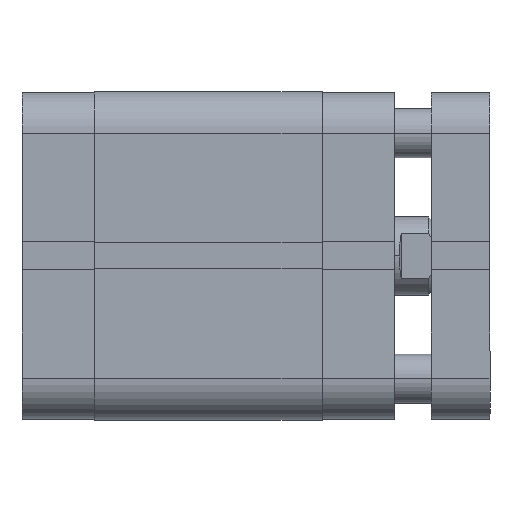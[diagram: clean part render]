
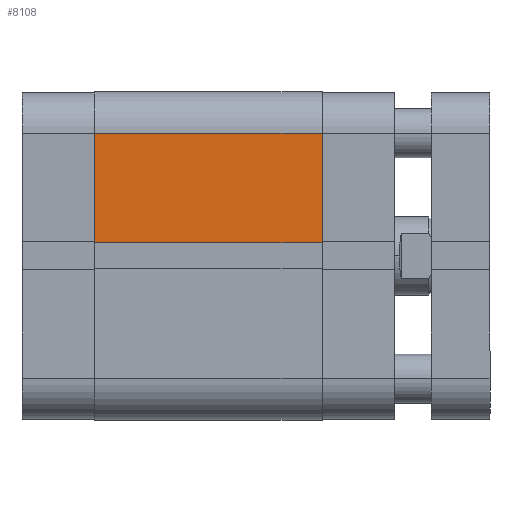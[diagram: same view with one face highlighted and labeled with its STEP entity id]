
A CAD part, top view. The second image highlights one B-rep face of the part: STEP entity #8108.
In plain terms, the highlighted face is planar.
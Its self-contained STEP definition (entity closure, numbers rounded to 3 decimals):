
#25 = EDGE_CURVE ( 'NONE', #263, #327, #1299, .T. ) ;
#211 = EDGE_LOOP ( 'NONE', ( #2729, #2730, #2635, #2637 ) ) ;
#263 = VERTEX_POINT ( 'NONE', #3613 ) ;
#300 = VERTEX_POINT ( 'NONE', #3650 ) ;
#322 = VERTEX_POINT ( 'NONE', #3672 ) ;
#327 = VERTEX_POINT ( 'NONE', #3677 ) ;
#691 = CARTESIAN_POINT ( 'NONE',  ( 33.5, 2.6, 46.5 ) ) ;
#694 = DIRECTION ( 'NONE',  ( 0., 0., -1. ) ) ;
#1299 = LINE ( 'NONE', #691, #2775 ) ;
#1780 = PLANE ( 'NONE',  #7822 ) ;
#1783 = CARTESIAN_POINT ( 'NONE',  ( 33.5, -73.841, 46.5 ) ) ;
#1789 = DIRECTION ( 'NONE',  ( 1., 0., 0. ) ) ;
#1790 = DIRECTION ( 'NONE',  ( 0., 1., 0. ) ) ;
#2020 = FACE_OUTER_BOUND ( 'NONE', #211, .T. ) ;
#2635 = ORIENTED_EDGE ( 'NONE', *, *, #7209, .T. ) ;
#2637 = ORIENTED_EDGE ( 'NONE', *, *, #25, .T. ) ;
#2729 = ORIENTED_EDGE ( 'NONE', *, *, #7221, .F. ) ;
#2730 = ORIENTED_EDGE ( 'NONE', *, *, #7217, .F. ) ;
#2775 = VECTOR ( 'NONE', #694, 1000. ) ;
#3613 = CARTESIAN_POINT ( 'NONE',  ( 33.5, 2.6, 46.5 ) ) ;
#3650 = CARTESIAN_POINT ( 'NONE',  ( 33.5, 25., 0. ) ) ;
#3672 = CARTESIAN_POINT ( 'NONE',  ( 33.5, 25., 46.5 ) ) ;
#3677 = CARTESIAN_POINT ( 'NONE',  ( 33.5, 2.6, 0. ) ) ;
#4956 = LINE ( 'NONE', #5919, #4964 ) ;
#4964 = VECTOR ( 'NONE', #5965, 1000. ) ;
#4980 = LINE ( 'NONE', #5980, #4981 ) ;
#4981 = VECTOR ( 'NONE', #5981, 1000. ) ;
#4987 = LINE ( 'NONE', #5988, #4988 ) ;
#4988 = VECTOR ( 'NONE', #5989, 1000. ) ;
#5919 = CARTESIAN_POINT ( 'NONE',  ( 33.5, -73.841, 46.5 ) ) ;
#5965 = DIRECTION ( 'NONE',  ( 0., -1., 0. ) ) ;
#5980 = CARTESIAN_POINT ( 'NONE',  ( 33.5, 25., 46.5 ) ) ;
#5981 = DIRECTION ( 'NONE',  ( 0., 0., -1. ) ) ;
#5988 = CARTESIAN_POINT ( 'NONE',  ( 33.5, -73.841, 0. ) ) ;
#5989 = DIRECTION ( 'NONE',  ( 0., -1., 0. ) ) ;
#7209 = EDGE_CURVE ( 'NONE', #322, #263, #4956, .T. ) ;
#7217 = EDGE_CURVE ( 'NONE', #322, #300, #4980, .T. ) ;
#7221 = EDGE_CURVE ( 'NONE', #300, #327, #4987, .T. ) ;
#7822 = AXIS2_PLACEMENT_3D ( 'NONE', #1783, #1789, #1790 ) ;
#8108 = ADVANCED_FACE ( 'NONE', ( #2020 ), #1780, .T. ) ;
